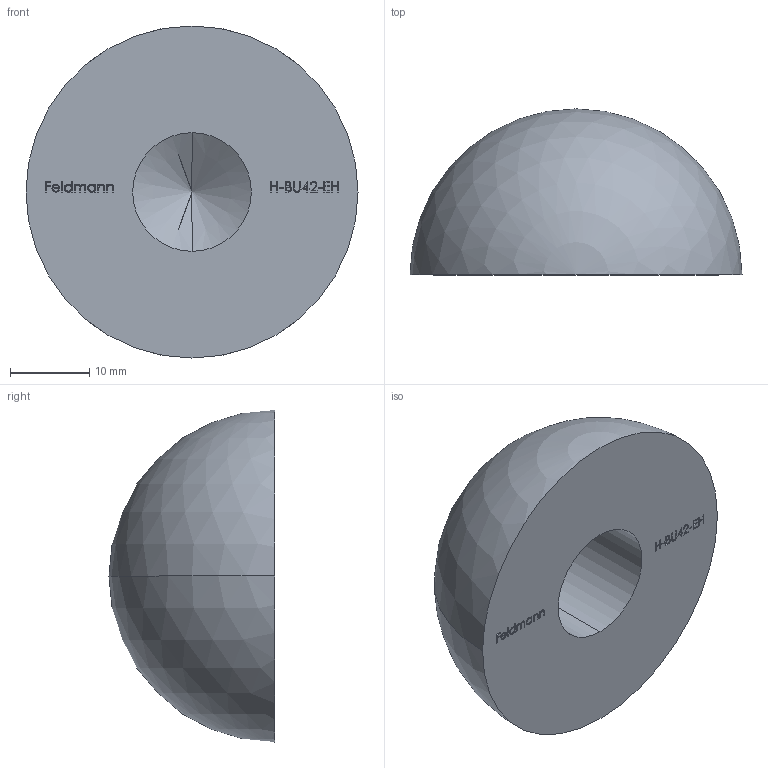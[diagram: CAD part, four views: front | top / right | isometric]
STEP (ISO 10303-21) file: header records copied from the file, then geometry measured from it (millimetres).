
FILE_DESCRIPTION (( 'STEP AP203' ), '1' );
FILE_NAME ('H-BU42-EH.step', '2020-11-12T09:00:01', ( '' ), ( '' ), 'SwSTEP 2.0', 'SolidWorks 2018', '' );
FILE_SCHEMA (( 'CONFIG_CONTROL_DESIGN' ));
Length unit declared in the file: millimetre
Products named in the file (2): H-BU42-EH
Bounding box: 42 x 21 x 42 mm (x, y, z)
Volume: 16479.5 mm3; surface area: 4902.2 mm2
Topology: 1 solids, 1 shells, 232 faces, 624 edges, 414 vertices
Faces by surface type: plane 156, bspline 70, cylinder 2, cone 2, sphere 2
Entity records: 10773 total; most frequent: CARTESIAN_POINT 5302, ORIENTED_EDGE 1236, DIRECTION 814, EDGE_CURVE 618, LINE 470, VECTOR 470, VERTEX_POINT 412, EDGE_LOOP 256
